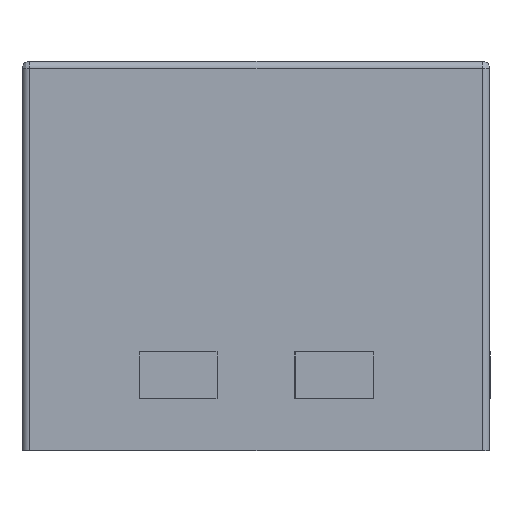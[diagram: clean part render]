
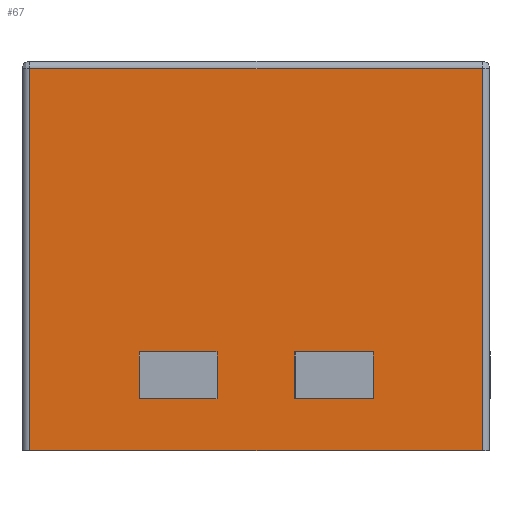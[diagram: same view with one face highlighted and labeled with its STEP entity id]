
A CAD part, left-side view. The second image highlights one B-rep face of the part: STEP entity #67.
In plain terms, the highlighted planar face has unit normal (-1, 0, 0).
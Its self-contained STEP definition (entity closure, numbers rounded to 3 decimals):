
#67 = ADVANCED_FACE ( 'NONE', ( #2570, #779, #4680 ), #2832, .F. ) ;
#146 = LINE ( 'NONE', #2678, #2343 ) ;
#165 = CARTESIAN_POINT ( 'NONE',  ( -0.5, -0.29, 0.49 ) ) ;
#169 = LINE ( 'NONE', #1604, #4482 ) ;
#183 = CARTESIAN_POINT ( 'NONE',  ( -0.5, -0.3, 0. ) ) ;
#286 = DIRECTION ( 'NONE',  ( 0., 0., 1. ) ) ;
#333 = DIRECTION ( 'NONE',  ( 0., 0., -1. ) ) ;
#344 = DIRECTION ( 'NONE',  ( 0., 0., -1. ) ) ;
#392 = VECTOR ( 'NONE', #3678, 1000. ) ;
#421 = EDGE_CURVE ( 'NONE', #899, #2113, #4428, .T. ) ;
#482 = CARTESIAN_POINT ( 'NONE',  ( -0.5, -0.29, 0. ) ) ;
#518 = ORIENTED_EDGE ( 'NONE', *, *, #3914, .F. ) ;
#584 = VECTOR ( 'NONE', #3558, 1000. ) ;
#618 = ORIENTED_EDGE ( 'NONE', *, *, #707, .F. ) ;
#669 = VECTOR ( 'NONE', #2999, 1000. ) ;
#707 = EDGE_CURVE ( 'NONE', #2913, #4402, #2817, .T. ) ;
#714 = EDGE_CURVE ( 'NONE', #2051, #4299, #3222, .T. ) ;
#744 = ORIENTED_EDGE ( 'NONE', *, *, #3287, .F. ) ;
#779 = FACE_BOUND ( 'NONE', #1472, .T. ) ;
#835 = CARTESIAN_POINT ( 'NONE',  ( -0.5, -0.3, 0.067 ) ) ;
#871 = LINE ( 'NONE', #4494, #3400 ) ;
#895 = DIRECTION ( 'NONE',  ( 0., 0., 1. ) ) ;
#899 = VERTEX_POINT ( 'NONE', #165 ) ;
#974 = EDGE_CURVE ( 'NONE', #3609, #4497, #2367, .T. ) ;
#994 = CARTESIAN_POINT ( 'NONE',  ( -0.5, -0.05, 0.127 ) ) ;
#1069 = EDGE_LOOP ( 'NONE', ( #4020, #2118, #618, #3637 ) ) ;
#1187 = CARTESIAN_POINT ( 'NONE',  ( -0.5, -0.29, 0. ) ) ;
#1215 = DIRECTION ( 'NONE',  ( 0., 0., -1. ) ) ;
#1269 = LINE ( 'NONE', #183, #669 ) ;
#1315 = EDGE_CURVE ( 'NONE', #2113, #2913, #1269, .T. ) ;
#1379 = CARTESIAN_POINT ( 'NONE',  ( -0.5, -0.3, 0.067 ) ) ;
#1446 = VECTOR ( 'NONE', #333, 1000. ) ;
#1457 = DIRECTION ( 'NONE',  ( 1., 0., 0. ) ) ;
#1472 = EDGE_LOOP ( 'NONE', ( #3990, #3699, #3895, #3892 ) ) ;
#1475 = AXIS2_PLACEMENT_3D ( 'NONE', #3670, #1457, #344 ) ;
#1496 = CARTESIAN_POINT ( 'NONE',  ( -0.5, 0.05, 0.067 ) ) ;
#1525 = CARTESIAN_POINT ( 'NONE',  ( -0.5, 0.05, 0.127 ) ) ;
#1563 = LINE ( 'NONE', #1379, #4083 ) ;
#1604 = CARTESIAN_POINT ( 'NONE',  ( -0.5, -0.3, 0.127 ) ) ;
#1654 = VERTEX_POINT ( 'NONE', #2277 ) ;
#1958 = DIRECTION ( 'NONE',  ( 0., 0., 1. ) ) ;
#2051 = VERTEX_POINT ( 'NONE', #2318 ) ;
#2099 = DIRECTION ( 'NONE',  ( 0., -1., 0. ) ) ;
#2113 = VERTEX_POINT ( 'NONE', #482 ) ;
#2117 = CARTESIAN_POINT ( 'NONE',  ( -0.5, 0.29, 0.49 ) ) ;
#2118 = ORIENTED_EDGE ( 'NONE', *, *, #2287, .F. ) ;
#2230 = VECTOR ( 'NONE', #4077, 1000. ) ;
#2277 = CARTESIAN_POINT ( 'NONE',  ( -0.5, -0.05, 0.067 ) ) ;
#2287 = EDGE_CURVE ( 'NONE', #4402, #899, #4172, .T. ) ;
#2288 = VERTEX_POINT ( 'NONE', #4656 ) ;
#2318 = CARTESIAN_POINT ( 'NONE',  ( -0.5, -0.15, 0.127 ) ) ;
#2343 = VECTOR ( 'NONE', #1215, 1000. ) ;
#2367 = LINE ( 'NONE', #3385, #2694 ) ;
#2442 = CARTESIAN_POINT ( 'NONE',  ( -0.5, 0.29, 0. ) ) ;
#2570 = FACE_BOUND ( 'NONE', #3277, .T. ) ;
#2574 = EDGE_CURVE ( 'NONE', #2288, #2051, #871, .T. ) ;
#2602 = CARTESIAN_POINT ( 'NONE',  ( -0.5, 0.15, 0.067 ) ) ;
#2678 = CARTESIAN_POINT ( 'NONE',  ( -0.5, -0.05, 0. ) ) ;
#2694 = VECTOR ( 'NONE', #1958, 1000. ) ;
#2817 = LINE ( 'NONE', #2442, #3001 ) ;
#2832 = PLANE ( 'NONE',  #1475 ) ;
#2841 = LINE ( 'NONE', #4358, #1446 ) ;
#2913 = VERTEX_POINT ( 'NONE', #4060 ) ;
#2972 = VERTEX_POINT ( 'NONE', #3332 ) ;
#2981 = LINE ( 'NONE', #835, #392 ) ;
#2999 = DIRECTION ( 'NONE',  ( 0., 1., 0. ) ) ;
#3001 = VECTOR ( 'NONE', #286, 1000. ) ;
#3028 = DIRECTION ( 'NONE',  ( 0., 1., 0. ) ) ;
#3155 = CARTESIAN_POINT ( 'NONE',  ( -0.5, -0.3, 0.127 ) ) ;
#3222 = LINE ( 'NONE', #3155, #584 ) ;
#3277 = EDGE_LOOP ( 'NONE', ( #744, #3295, #3360, #518 ) ) ;
#3287 = EDGE_CURVE ( 'NONE', #4299, #1654, #146, .T. ) ;
#3295 = ORIENTED_EDGE ( 'NONE', *, *, #714, .F. ) ;
#3332 = CARTESIAN_POINT ( 'NONE',  ( -0.5, 0.15, 0.127 ) ) ;
#3360 = ORIENTED_EDGE ( 'NONE', *, *, #2574, .F. ) ;
#3385 = CARTESIAN_POINT ( 'NONE',  ( -0.5, 0.05, 0. ) ) ;
#3397 = EDGE_CURVE ( 'NONE', #3938, #3609, #1563, .T. ) ;
#3400 = VECTOR ( 'NONE', #895, 1000. ) ;
#3558 = DIRECTION ( 'NONE',  ( 0., 1., 0. ) ) ;
#3581 = CARTESIAN_POINT ( 'NONE',  ( -0.5, -0.3, 0.49 ) ) ;
#3609 = VERTEX_POINT ( 'NONE', #1496 ) ;
#3637 = ORIENTED_EDGE ( 'NONE', *, *, #1315, .F. ) ;
#3670 = CARTESIAN_POINT ( 'NONE',  ( -0.5, -0.3, 0. ) ) ;
#3678 = DIRECTION ( 'NONE',  ( 0., -1., 0. ) ) ;
#3699 = ORIENTED_EDGE ( 'NONE', *, *, #974, .F. ) ;
#3773 = EDGE_CURVE ( 'NONE', #2972, #3938, #2841, .T. ) ;
#3852 = VECTOR ( 'NONE', #2099, 1000. ) ;
#3892 = ORIENTED_EDGE ( 'NONE', *, *, #3773, .F. ) ;
#3895 = ORIENTED_EDGE ( 'NONE', *, *, #3397, .F. ) ;
#3914 = EDGE_CURVE ( 'NONE', #1654, #2288, #2981, .T. ) ;
#3938 = VERTEX_POINT ( 'NONE', #2602 ) ;
#3990 = ORIENTED_EDGE ( 'NONE', *, *, #4169, .F. ) ;
#4020 = ORIENTED_EDGE ( 'NONE', *, *, #421, .F. ) ;
#4060 = CARTESIAN_POINT ( 'NONE',  ( -0.5, 0.29, 0. ) ) ;
#4077 = DIRECTION ( 'NONE',  ( 0., 0., -1. ) ) ;
#4083 = VECTOR ( 'NONE', #4271, 1000. ) ;
#4169 = EDGE_CURVE ( 'NONE', #4497, #2972, #169, .T. ) ;
#4172 = LINE ( 'NONE', #3581, #3852 ) ;
#4271 = DIRECTION ( 'NONE',  ( 0., -1., 0. ) ) ;
#4299 = VERTEX_POINT ( 'NONE', #994 ) ;
#4358 = CARTESIAN_POINT ( 'NONE',  ( -0.5, 0.15, 0. ) ) ;
#4402 = VERTEX_POINT ( 'NONE', #2117 ) ;
#4428 = LINE ( 'NONE', #1187, #2230 ) ;
#4482 = VECTOR ( 'NONE', #3028, 1000. ) ;
#4494 = CARTESIAN_POINT ( 'NONE',  ( -0.5, -0.15, 0. ) ) ;
#4497 = VERTEX_POINT ( 'NONE', #1525 ) ;
#4656 = CARTESIAN_POINT ( 'NONE',  ( -0.5, -0.15, 0.067 ) ) ;
#4680 = FACE_OUTER_BOUND ( 'NONE', #1069, .T. ) ;
